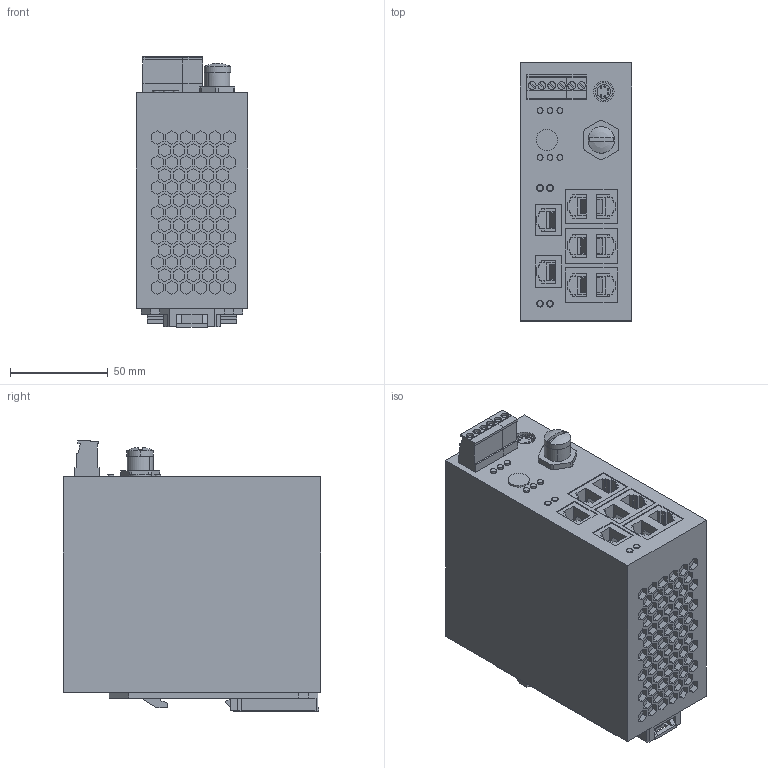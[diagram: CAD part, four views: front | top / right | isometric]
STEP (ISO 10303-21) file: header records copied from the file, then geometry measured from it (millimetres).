
FILE_DESCRIPTION(('Creo Elements/Direct Modeling STEP Export'),'2;1');
FILE_NAME('model.stp','2018-05-30T 9:37:26',(''),(''),'Creo Elements/Direct Modeling STEP processor for AP214 (Solid Model)','Creo Elements/Direct Modeling 18.1I 14-Aug-2016 (C) Parametric Technology GmbH','');
FILE_SCHEMA(('AUTOMOTIVE_DESIGN { 1 0 10303 214 1 1 1 1 }'));
Products named in the file (2): FL_NAT_SMN_8TX-select
Assembly tree (1 placements, depth 2):
  FL_NAT_SMN_8TX-select
    FL_NAT_SMN_8TX-select
Bounding box: 57 x 132 x 138.33 mm (x, y, z)
Volume: 837626.1 mm3; surface area: 77151.9 mm2
Topology: 1 solids, 1 shells, 1546 faces, 4015 edges, 2668 vertices
Faces by surface type: plane 1482, cylinder 54, torus 8, sphere 2
Entity records: 58113 total; most frequent: CARTESIAN_POINT 8089, ORIENTED_EDGE 8030, DIRECTION 7022, EDGE_CURVE 4015, VECTOR 3820, LINE 3820, VERTEX_POINT 2668, EDGE_LOOP 1745
